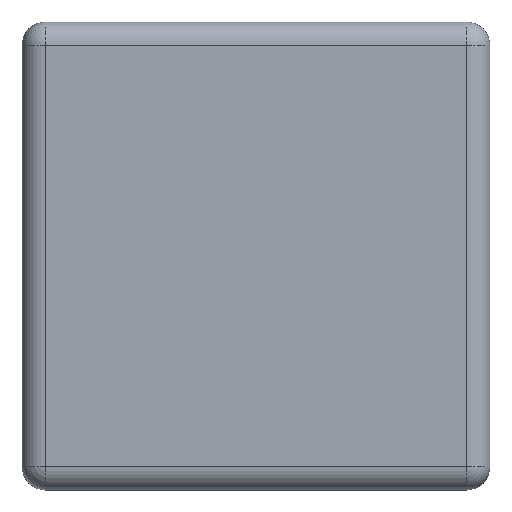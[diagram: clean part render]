
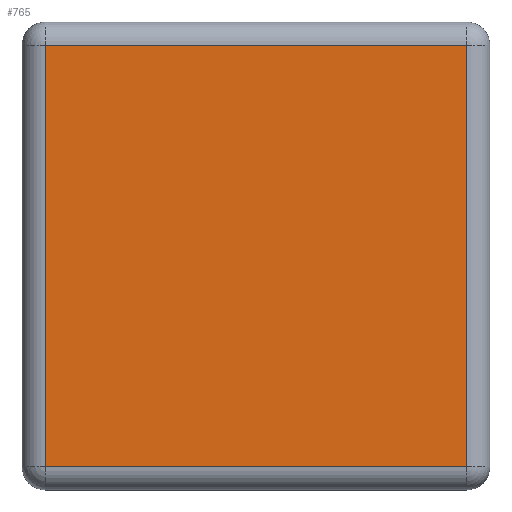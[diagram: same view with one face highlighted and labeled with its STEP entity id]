
A CAD part, top view. The second image highlights one B-rep face of the part: STEP entity #765.
In plain terms, the highlighted planar face has unit normal (0, 0, 1).
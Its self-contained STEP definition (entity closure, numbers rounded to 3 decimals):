
#470=ORIENTED_EDGE('',*,*,#577,.T.);
#471=ORIENTED_EDGE('',*,*,#567,.T.);
#472=ORIENTED_EDGE('',*,*,#576,.T.);
#473=ORIENTED_EDGE('',*,*,#578,.T.);
#498=VECTOR('',#664,1.);
#502=VECTOR('',#690,1.);
#503=VECTOR('',#693,1.);
#504=VECTOR('',#694,1.);
#518=LINE('',#818,#498);
#522=LINE('',#836,#502);
#523=LINE('',#839,#503);
#524=LINE('',#840,#504);
#539=VERTEX_POINT('',#812);
#540=VERTEX_POINT('',#816);
#543=VERTEX_POINT('',#832);
#544=VERTEX_POINT('',#838);
#567=EDGE_CURVE('',#539,#540,#518,.T.);
#576=EDGE_CURVE('',#540,#543,#522,.T.);
#577=EDGE_CURVE('',#544,#539,#523,.T.);
#578=EDGE_CURVE('',#543,#544,#524,.T.);
#595=EDGE_LOOP('',(#470,#471,#472,#473));
#613=FACE_BOUND('',#595,.T.);
#664=DIRECTION('',(-54.,0.,0.));
#690=DIRECTION('',(0.,-54.,0.));
#691=DIRECTION('',(0.,0.,1.));
#692=DIRECTION('',(0.,-1.,0.));
#693=DIRECTION('',(0.,54.,0.));
#694=DIRECTION('',(54.,0.,0.));
#737=AXIS2_PLACEMENT_3D('',#837,#691,#692);
#750=PLANE('',#737);
#765=ADVANCED_FACE('',(#613),#750,.T.);
#812=CARTESIAN_POINT('',(4.354,17.829,4.));
#816=CARTESIAN_POINT('',(-49.646,17.829,4.));
#818=CARTESIAN_POINT('',(4.354,17.829,4.));
#832=CARTESIAN_POINT('',(-49.646,-36.171,4.));
#836=CARTESIAN_POINT('',(-49.646,17.829,4.));
#837=CARTESIAN_POINT('',(-55.046,-41.571,4.));
#838=CARTESIAN_POINT('',(4.354,-36.171,4.));
#839=CARTESIAN_POINT('',(4.354,-36.171,4.));
#840=CARTESIAN_POINT('',(-49.646,-36.171,4.));
